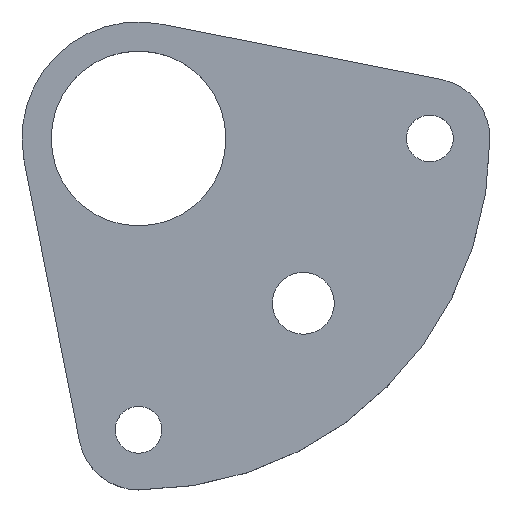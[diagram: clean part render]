
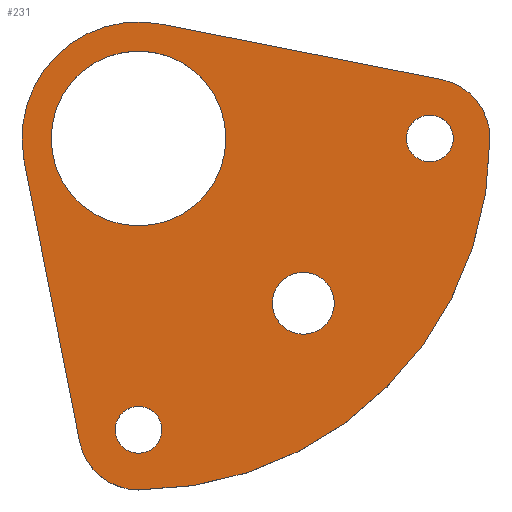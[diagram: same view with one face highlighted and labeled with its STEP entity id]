
A CAD part, top view. The second image highlights one B-rep face of the part: STEP entity #231.
In plain terms, the highlighted planar face has unit normal (0, 0, 1).
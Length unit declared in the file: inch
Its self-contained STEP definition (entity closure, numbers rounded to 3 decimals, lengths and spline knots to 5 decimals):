
#15=FACE_BOUND('',#50,.T.);
#16=FACE_BOUND('',#51,.T.);
#17=FACE_BOUND('',#52,.T.);
#18=FACE_BOUND('',#53,.T.);
#25=PLANE('',#281);
#37=FACE_OUTER_BOUND('',#49,.T.);
#49=EDGE_LOOP('',(#193,#194,#195,#196,#197,#198));
#50=EDGE_LOOP('',(#199));
#51=EDGE_LOOP('',(#200));
#52=EDGE_LOOP('',(#201));
#53=EDGE_LOOP('',(#202));
#62=LINE('',#377,#76);
#67=LINE('',#391,#81);
#76=VECTOR('',#308,0.3937);
#81=VECTOR('',#321,0.3937);
#87=CIRCLE('',#256,0.1005);
#89=CIRCLE('',#259,0.1005);
#92=CIRCLE('',#263,0.375);
#93=CIRCLE('',#266,0.5);
#96=CIRCLE('',#271,0.25787);
#97=CIRCLE('',#273,0.25787);
#99=CIRCLE('',#276,0.13287);
#101=CIRCLE('',#279,1.50787);
#103=VERTEX_POINT('',#357);
#105=VERTEX_POINT('',#363);
#108=VERTEX_POINT('',#371);
#109=VERTEX_POINT('',#375);
#110=VERTEX_POINT('',#376);
#113=VERTEX_POINT('',#384);
#115=VERTEX_POINT('',#390);
#118=VERTEX_POINT('',#398);
#119=VERTEX_POINT('',#402);
#121=VERTEX_POINT('',#408);
#123=EDGE_CURVE('',#103,#103,#87,.T.);
#126=EDGE_CURVE('',#105,#105,#89,.T.);
#131=EDGE_CURVE('',#108,#108,#92,.T.);
#132=EDGE_CURVE('',#109,#110,#62,.T.);
#136=EDGE_CURVE('',#110,#113,#93,.T.);
#139=EDGE_CURVE('',#113,#115,#67,.T.);
#144=EDGE_CURVE('',#115,#118,#96,.T.);
#145=EDGE_CURVE('',#119,#109,#97,.T.);
#148=EDGE_CURVE('',#121,#121,#99,.T.);
#151=EDGE_CURVE('',#118,#119,#101,.T.);
#193=ORIENTED_EDGE('',*,*,#145,.T.);
#194=ORIENTED_EDGE('',*,*,#132,.T.);
#195=ORIENTED_EDGE('',*,*,#136,.T.);
#196=ORIENTED_EDGE('',*,*,#139,.T.);
#197=ORIENTED_EDGE('',*,*,#144,.T.);
#198=ORIENTED_EDGE('',*,*,#151,.T.);
#199=ORIENTED_EDGE('',*,*,#123,.T.);
#200=ORIENTED_EDGE('',*,*,#126,.T.);
#201=ORIENTED_EDGE('',*,*,#131,.T.);
#202=ORIENTED_EDGE('',*,*,#148,.T.);
#231=ADVANCED_FACE('',(#37,#15,#16,#17,#18),#25,.T.);
#256=AXIS2_PLACEMENT_3D('',#358,#287,#288);
#259=AXIS2_PLACEMENT_3D('',#364,#294,#295);
#263=AXIS2_PLACEMENT_3D('',#373,#304,#305);
#266=AXIS2_PLACEMENT_3D('',#385,#314,#315);
#271=AXIS2_PLACEMENT_3D('',#400,#329,#330);
#273=AXIS2_PLACEMENT_3D('',#403,#333,#334);
#276=AXIS2_PLACEMENT_3D('',#409,#340,#341);
#279=AXIS2_PLACEMENT_3D('',#414,#347,#348);
#281=AXIS2_PLACEMENT_3D('',#416,#351,#352);
#287=DIRECTION('center_axis',(0.,0.,-1.));
#288=DIRECTION('ref_axis',(1.,0.,0.));
#294=DIRECTION('center_axis',(0.,0.,-1.));
#295=DIRECTION('ref_axis',(1.,0.,0.));
#304=DIRECTION('center_axis',(0.,0.,-1.));
#305=DIRECTION('ref_axis',(-1.,0.,0.));
#308=DIRECTION('',(-0.981,0.194,0.));
#314=DIRECTION('center_axis',(0.,0.,1.));
#315=DIRECTION('ref_axis',(1.,0.,0.));
#321=DIRECTION('',(0.194,-0.981,0.));
#329=DIRECTION('center_axis',(0.,0.,1.));
#330=DIRECTION('ref_axis',(0.,1.,0.));
#333=DIRECTION('center_axis',(0.,0.,1.));
#334=DIRECTION('ref_axis',(1.,0.,0.));
#340=DIRECTION('center_axis',(0.,0.,-1.));
#341=DIRECTION('ref_axis',(1.,0.,0.));
#347=DIRECTION('center_axis',(0.,0.,1.));
#348=DIRECTION('ref_axis',(0.,-1.,0.));
#351=DIRECTION('center_axis',(0.,0.,1.));
#352=DIRECTION('ref_axis',(1.,0.,0.));
#357=CARTESIAN_POINT('',(-0.1005,-1.25,0.));
#358=CARTESIAN_POINT('Origin',(0.,-1.25,0.));
#363=CARTESIAN_POINT('',(1.1495,0.,0.));
#364=CARTESIAN_POINT('Origin',(1.25,0.,0.));
#371=CARTESIAN_POINT('',(0.375,0.,0.));
#373=CARTESIAN_POINT('Origin',(0.,0.,0.));
#375=CARTESIAN_POINT('',(1.29995,0.25299,0.));
#376=CARTESIAN_POINT('',(0.09685,0.49053,0.));
#377=CARTESIAN_POINT('',(1.29995,0.25299,0.));
#384=CARTESIAN_POINT('',(-0.49053,-0.09685,0.));
#385=CARTESIAN_POINT('Origin',(0.,0.,0.));
#390=CARTESIAN_POINT('',(-0.25299,-1.29995,0.));
#391=CARTESIAN_POINT('',(-0.49053,-0.09685,0.));
#398=CARTESIAN_POINT('',(0.,-1.50787,0.));
#400=CARTESIAN_POINT('Origin',(0.,-1.25,0.));
#402=CARTESIAN_POINT('',(1.50787,0.,0.));
#403=CARTESIAN_POINT('Origin',(1.25,0.,0.));
#408=CARTESIAN_POINT('',(0.57423,-0.70711,0.));
#409=CARTESIAN_POINT('Origin',(0.70711,-0.70711,0.));
#414=CARTESIAN_POINT('Origin',(0.,0.,0.));
#416=CARTESIAN_POINT('Origin',(0.625,-0.625,0.));
